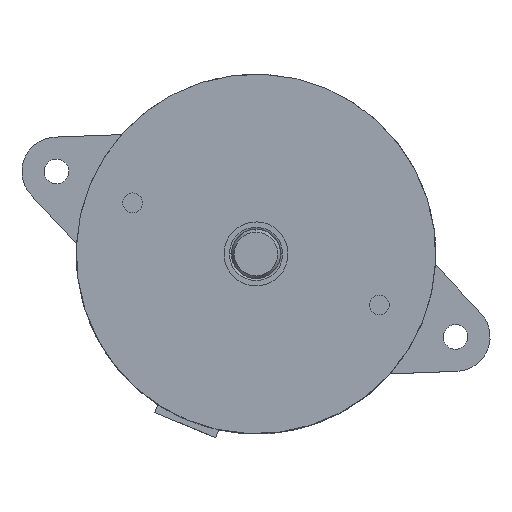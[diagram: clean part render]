
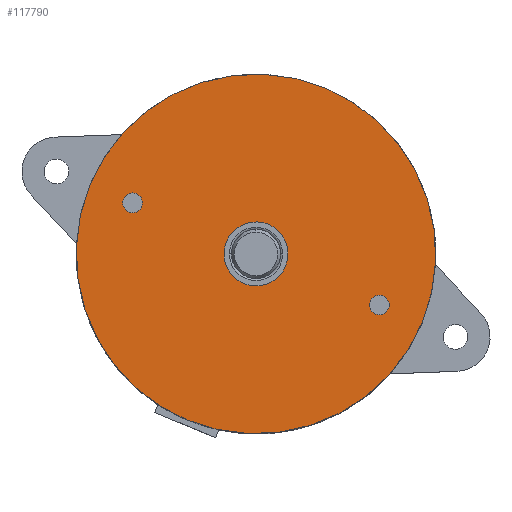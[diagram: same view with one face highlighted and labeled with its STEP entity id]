
A CAD part, top view. The second image highlights one B-rep face of the part: STEP entity #117790.
In plain terms, the highlighted planar face has unit normal (0, 0, 1).
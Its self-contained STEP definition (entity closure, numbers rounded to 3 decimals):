
#45873=CARTESIAN_POINT('',(0.,0.,16.95));
#45874=DIRECTION('',(0.,0.,-1.));
#45875=DIRECTION('',(-0.383,-0.924,0.));
#45876=AXIS2_PLACEMENT_3D('',#45873,#45874,#45875);
#45878=CARTESIAN_POINT('',(0.,0.,16.95));
#45879=DIRECTION('',(0.,0.,-1.));
#45880=DIRECTION('',(0.383,0.924,0.));
#45881=AXIS2_PLACEMENT_3D('',#45878,#45879,#45880);
#45883=CARTESIAN_POINT('',(0.,0.,16.95));
#45884=DIRECTION('',(0.,0.,1.));
#45885=DIRECTION('',(0.924,-0.383,0.));
#45886=AXIS2_PLACEMENT_3D('',#45883,#45884,#45885);
#45888=CARTESIAN_POINT('',(0.,0.,16.95));
#45889=DIRECTION('',(0.,0.,1.));
#45890=DIRECTION('',(-0.924,0.383,0.));
#45891=AXIS2_PLACEMENT_3D('',#45888,#45889,#45890);
#45893=CARTESIAN_POINT('',(-12.519,5.185,16.95));
#45894=DIRECTION('',(0.,0.,1.));
#45895=DIRECTION('',(-1.,0.,0.));
#45896=AXIS2_PLACEMENT_3D('',#45893,#45894,#45895);
#45898=CARTESIAN_POINT('',(-12.519,5.185,16.95));
#45899=DIRECTION('',(0.,0.,1.));
#45900=DIRECTION('',(1.,0.,0.));
#45901=AXIS2_PLACEMENT_3D('',#45898,#45899,#45900);
#45903=CARTESIAN_POINT('',(12.519,-5.185,16.95));
#45904=DIRECTION('',(0.,0.,1.));
#45905=DIRECTION('',(1.,0.,0.));
#45906=AXIS2_PLACEMENT_3D('',#45903,#45904,#45905);
#45908=CARTESIAN_POINT('',(12.519,-5.185,16.95));
#45909=DIRECTION('',(0.,0.,1.));
#45910=DIRECTION('',(-1.,0.,0.));
#45911=AXIS2_PLACEMENT_3D('',#45908,#45909,#45910);
#51696=CARTESIAN_POINT('',(-6.984,-16.861,16.95));
#51697=CARTESIAN_POINT('',(6.984,16.861,16.95));
#51698=VERTEX_POINT('',#51696);
#51699=VERTEX_POINT('',#51697);
#51700=CARTESIAN_POINT('',(3.003,-1.244,16.95));
#51701=CARTESIAN_POINT('',(-3.003,1.244,16.95));
#51702=VERTEX_POINT('',#51700);
#51703=VERTEX_POINT('',#51701);
#59573=CARTESIAN_POINT('',(-13.519,5.185,16.95));
#59574=CARTESIAN_POINT('',(-11.519,5.185,16.95));
#59575=VERTEX_POINT('',#59573);
#59576=VERTEX_POINT('',#59574);
#59659=CARTESIAN_POINT('',(13.519,-5.185,16.95));
#59660=CARTESIAN_POINT('',(11.519,-5.185,16.95));
#59661=VERTEX_POINT('',#59659);
#59662=VERTEX_POINT('',#59660);
#117763=CARTESIAN_POINT('',(0.,0.,16.95));
#117764=DIRECTION('',(0.,0.,-1.));
#117765=DIRECTION('',(-0.383,-0.924,0.));
#117766=AXIS2_PLACEMENT_3D('',#117763,#117764,#117765);
#117767=PLANE('',#117766);
#117768=ORIENTED_EDGE('',*,*,#70172,.T.);
#117769=ORIENTED_EDGE('',*,*,#70151,.T.);
#117770=EDGE_LOOP('',(#117768,#117769));
#117771=FACE_OUTER_BOUND('',#117770,.F.);
#117773=ORIENTED_EDGE('',*,*,#117772,.T.);
#117775=ORIENTED_EDGE('',*,*,#117774,.T.);
#117776=EDGE_LOOP('',(#117773,#117775));
#117777=FACE_BOUND('',#117776,.F.);
#117779=ORIENTED_EDGE('',*,*,#117778,.T.);
#117781=ORIENTED_EDGE('',*,*,#117780,.T.);
#117782=EDGE_LOOP('',(#117779,#117781));
#117783=FACE_BOUND('',#117782,.F.);
#117785=ORIENTED_EDGE('',*,*,#117784,.T.);
#117787=ORIENTED_EDGE('',*,*,#117786,.T.);
#117788=EDGE_LOOP('',(#117785,#117787));
#117789=FACE_BOUND('',#117788,.F.);
#117790=ADVANCED_FACE('',(#117771,#117777,#117783,#117789),#117767,.F.);
#45877=CIRCLE('',#45876,18.25);
#45882=CIRCLE('',#45881,18.25);
#45887=CIRCLE('',#45886,3.25);
#45892=CIRCLE('',#45891,3.25);
#45897=CIRCLE('',#45896,1.);
#45902=CIRCLE('',#45901,1.);
#45907=CIRCLE('',#45906,1.);
#45912=CIRCLE('',#45911,1.);
#70151=EDGE_CURVE('',#51699,#51698,#45882,.T.);
#70172=EDGE_CURVE('',#51698,#51699,#45877,.T.);
#117772=EDGE_CURVE('',#51702,#51703,#45887,.T.);
#117774=EDGE_CURVE('',#51703,#51702,#45892,.T.);
#117778=EDGE_CURVE('',#59575,#59576,#45897,.T.);
#117780=EDGE_CURVE('',#59576,#59575,#45902,.T.);
#117784=EDGE_CURVE('',#59661,#59662,#45907,.T.);
#117786=EDGE_CURVE('',#59662,#59661,#45912,.T.);
